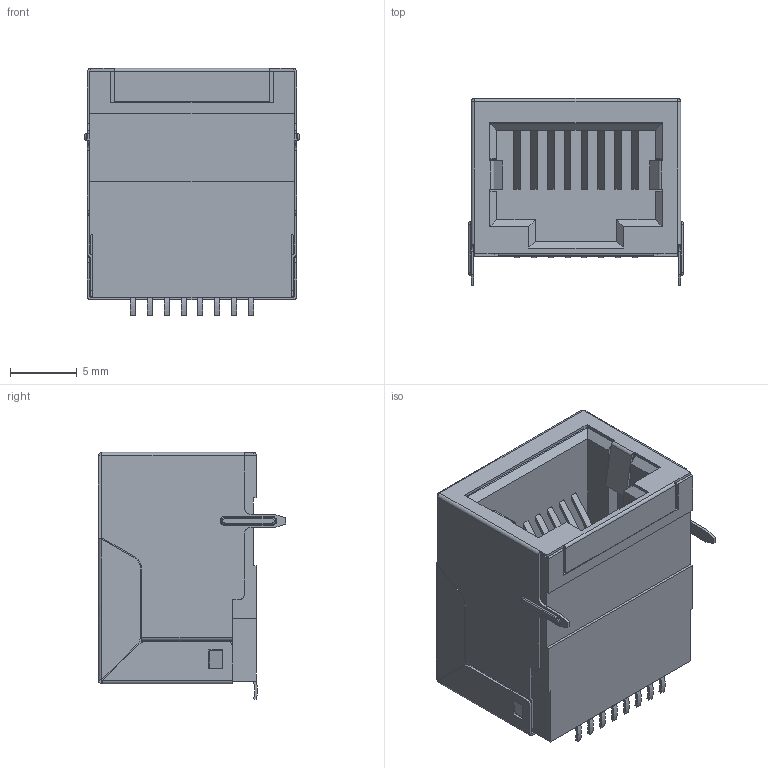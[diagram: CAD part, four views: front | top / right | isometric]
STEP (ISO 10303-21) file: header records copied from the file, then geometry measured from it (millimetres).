
FILE_DESCRIPTION (( 'STEP AP214' ), '1' );
FILE_NAME ('RJLSE4038101.STEP', '2022-06-13T05:08:15', ( '' ), ( '' ), 'SwSTEP 2.0', 'SolidWorks 2017', '' );
FILE_SCHEMA (( 'AUTOMOTIVE_DESIGN' ));
Length unit declared in the file: inch
Products named in the file (1): RJLSE4038101
Bounding box: 16.1 x 14.07 x 18.59 mm (x, y, z)
Volume: 2218.8 mm3; surface area: 3720.3 mm2
Topology: 20 solids, 20 shells, 357 faces, 842 edges, 526 vertices
Faces by surface type: plane 263, cylinder 78, torus 8, bspline 6, sphere 2
Entity records: 10507 total; most frequent: CARTESIAN_POINT 1970, DIRECTION 1688, ORIENTED_EDGE 1680, EDGE_CURVE 840, LINE 672, VECTOR 672, VERTEX_POINT 526, AXIS2_PLACEMENT_3D 508
